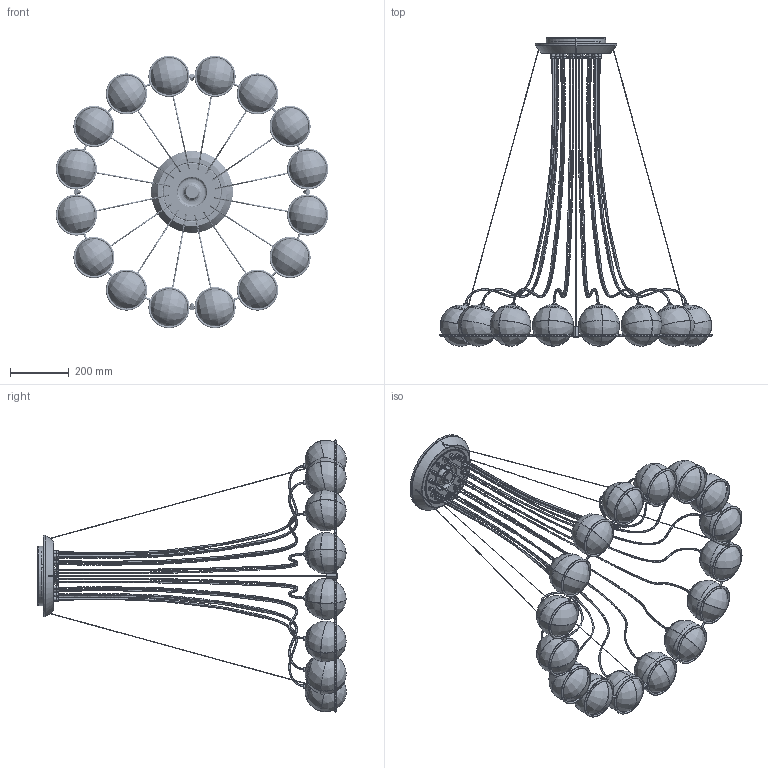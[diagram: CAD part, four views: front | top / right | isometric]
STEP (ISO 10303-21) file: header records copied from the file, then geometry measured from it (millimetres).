
FILE_DESCRIPTION(/* description */ (''),/* implementation_level */ '2;1');
FILE_NAME(/* name */ 'Model 2109:16:14',/* time_stamp */ '2019-02-27T16:43:12+01:00',/* author */ (''),/* organization */ (''),/* preprocessor_version */ 'ST-DEVELOPER v15',/* originating_system */ '',/* authorisation */ '');
FILE_SCHEMA (('AUTOMOTIVE_DESIGN'));
Length unit declared in the file: millimetre
Products named in the file (1): Document
Bounding box: 927.37 x 1049.91 x 927.37 mm (x, y, z)
Volume: 4067111.5 mm3; surface area: 3962541.6 mm2
Topology: 106 solids, 124 shells, 1173 faces, 2992 edges, 1754 vertices
Faces by surface type: bspline 910, plane 263
Entity records: 94121 total; most frequent: CARTESIAN_POINT 77155, ORIENTED_EDGE 5498, EDGE_CURVE 2784, VERTEX_POINT 1754, EDGE_LOOP 1305, ADVANCED_FACE 1173, FACE_OUTER_BOUND 1173, B_SPLINE_CURVE_WITH_KNOTS 966
